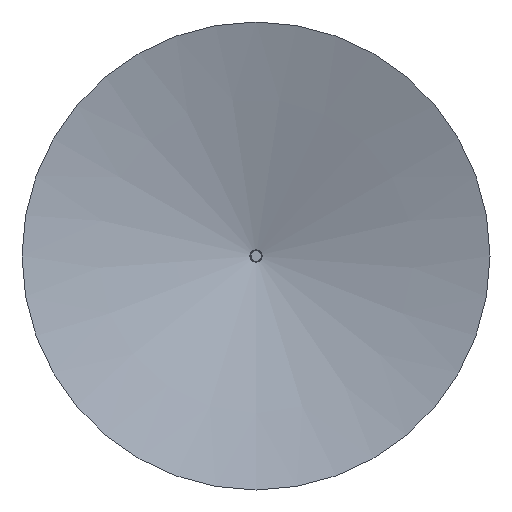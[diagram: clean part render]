
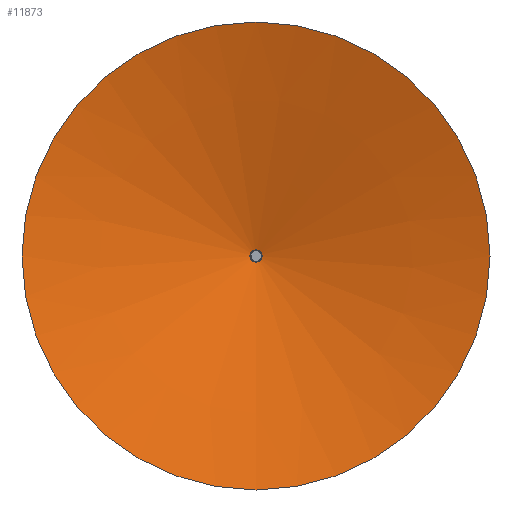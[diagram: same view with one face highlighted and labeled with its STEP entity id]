
A CAD part, front view. The second image highlights one B-rep face of the part: STEP entity #11873.
In plain terms, the highlighted conical face has half-angle 74 degrees and reference radius 31.5 mm.
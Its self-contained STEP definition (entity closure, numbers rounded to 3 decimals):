
#1246 = CARTESIAN_POINT ( 'NONE',  ( 0., 29.6, -31.5 ) ) ;
#1975 = EDGE_LOOP ( 'NONE', ( #9021 ) ) ;
#2363 = EDGE_CURVE ( 'NONE', #14731, #14731, #9404, .T. ) ;
#3009 = FACE_BOUND ( 'NONE', #13280, .T. ) ;
#3473 = DIRECTION ( 'NONE',  ( 0., -1., 0. ) ) ;
#3528 = AXIS2_PLACEMENT_3D ( 'NONE', #13985, #5590, #15131 ) ;
#4007 = CIRCLE ( 'NONE', #9710, 2000. ) ;
#5590 = DIRECTION ( 'NONE',  ( 0., -1., 0. ) ) ;
#8116 = VERTEX_POINT ( 'NONE', #11828 ) ;
#8553 = DIRECTION ( 'NONE',  ( 0., 0., -1. ) ) ;
#9021 = ORIENTED_EDGE ( 'NONE', *, *, #10556, .T. ) ;
#9087 = FACE_OUTER_BOUND ( 'NONE', #1975, .T. ) ;
#9404 = CIRCLE ( 'NONE', #13514, 31.5 ) ;
#9629 = CARTESIAN_POINT ( 'NONE',  ( 0., 29.6, 0. ) ) ;
#9710 = AXIS2_PLACEMENT_3D ( 'NONE', #9770, #14669, #8553 ) ;
#9770 = CARTESIAN_POINT ( 'NONE',  ( 0., -534.858, 0. ) ) ;
#10556 = EDGE_CURVE ( 'NONE', #8116, #8116, #4007, .T. ) ;
#11828 = CARTESIAN_POINT ( 'NONE',  ( 0., -534.858, -2000. ) ) ;
#11873 = ADVANCED_FACE ( 'NONE', ( #9087, #3009 ), #12845, .F. ) ;
#12845 = CONICAL_SURFACE ( 'NONE', #3528, 31.5, 1.292 ) ;
#13280 = EDGE_LOOP ( 'NONE', ( #13958 ) ) ;
#13330 = DIRECTION ( 'NONE',  ( 0., 0., -1. ) ) ;
#13514 = AXIS2_PLACEMENT_3D ( 'NONE', #9629, #3473, #13330 ) ;
#13958 = ORIENTED_EDGE ( 'NONE', *, *, #2363, .F. ) ;
#13985 = CARTESIAN_POINT ( 'NONE',  ( 0., 29.6, 0. ) ) ;
#14669 = DIRECTION ( 'NONE',  ( 0., -1., 0. ) ) ;
#14731 = VERTEX_POINT ( 'NONE', #1246 ) ;
#15131 = DIRECTION ( 'NONE',  ( 0., 0., -1. ) ) ;
